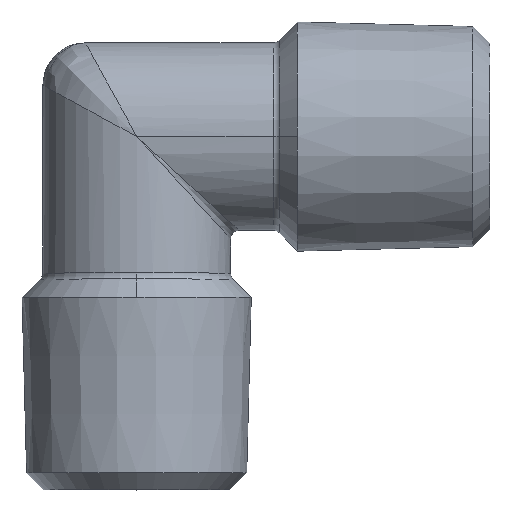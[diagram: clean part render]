
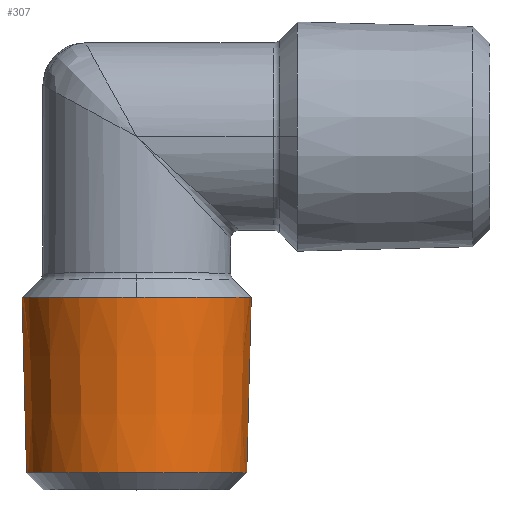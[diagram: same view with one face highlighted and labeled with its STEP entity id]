
A CAD part, top view. The second image highlights one B-rep face of the part: STEP entity #307.
In plain terms, the highlighted conical face has half-angle 1.47 degrees and reference radius 6.732 mm.
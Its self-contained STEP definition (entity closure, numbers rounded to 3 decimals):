
#273 = EDGE_CURVE ( 'NONE', #431, #433, #896, .T. ) ;
#274 = EDGE_CURVE ( 'NONE', #431, #432, #1301, .T. ) ;
#275 = EDGE_CURVE ( 'NONE', #433, #434, #1304, .T. ) ;
#276 = EDGE_CURVE ( 'NONE', #434, #435, #1299, .T. ) ;
#277 = EDGE_CURVE ( 'NONE', #432, #435, #897, .T. ) ;
#307 = ADVANCED_FACE ( 'NONE', ( #914 ), #1341, .T. ) ;
#431 = VERTEX_POINT ( 'NONE', #717 ) ;
#432 = VERTEX_POINT ( 'NONE', #718 ) ;
#433 = VERTEX_POINT ( 'NONE', #719 ) ;
#434 = VERTEX_POINT ( 'NONE', #720 ) ;
#435 = VERTEX_POINT ( 'NONE', #721 ) ;
#503 = ORIENTED_EDGE ( 'NONE', *, *, #274, .F. ) ;
#505 = ORIENTED_EDGE ( 'NONE', *, *, #275, .T. ) ;
#506 = ORIENTED_EDGE ( 'NONE', *, *, #273, .T. ) ;
#507 = ORIENTED_EDGE ( 'NONE', *, *, #276, .T. ) ;
#508 = ORIENTED_EDGE ( 'NONE', *, *, #277, .F. ) ;
#717 = CARTESIAN_POINT ( 'NONE',  ( 6.45, -19.7, 0. ) ) ;
#718 = CARTESIAN_POINT ( 'NONE',  ( -6.45, -19.7, 0. ) ) ;
#719 = CARTESIAN_POINT ( 'NONE',  ( 6.714, -9.421, 0. ) ) ;
#720 = CARTESIAN_POINT ( 'NONE',  ( 0., -9.421, 6.714 ) ) ;
#721 = CARTESIAN_POINT ( 'NONE',  ( -6.714, -9.421, 0. ) ) ;
#842 = EDGE_LOOP ( 'NONE', ( #503, #506, #505, #507, #508 ) ) ;
#896 = LINE ( 'NONE', #1226, #1302 ) ;
#897 = LINE ( 'NONE', #1237, #1307 ) ;
#914 = FACE_OUTER_BOUND ( 'NONE', #842, .T. ) ;
#1226 = CARTESIAN_POINT ( 'NONE',  ( 6.732, -8.7, 0. ) ) ;
#1227 = DIRECTION ( 'NONE',  ( 0.026, 1., 0. ) ) ;
#1228 = CARTESIAN_POINT ( 'NONE',  ( 0., -19.7, 0. ) ) ;
#1229 = DIRECTION ( 'NONE',  ( 0., -1., 0. ) ) ;
#1230 = DIRECTION ( 'NONE',  ( 1., 0., 0. ) ) ;
#1231 = CARTESIAN_POINT ( 'NONE',  ( 0., -9.421, 0. ) ) ;
#1232 = DIRECTION ( 'NONE',  ( 0., -1., 0. ) ) ;
#1233 = DIRECTION ( 'NONE',  ( -1., 0., 0. ) ) ;
#1234 = CARTESIAN_POINT ( 'NONE',  ( 0., -9.421, 0. ) ) ;
#1235 = DIRECTION ( 'NONE',  ( 0., -1., 0. ) ) ;
#1236 = DIRECTION ( 'NONE',  ( -1., 0., 0. ) ) ;
#1237 = CARTESIAN_POINT ( 'NONE',  ( -6.732, -8.7, 0. ) ) ;
#1238 = DIRECTION ( 'NONE',  ( -0.026, 1., 0. ) ) ;
#1299 = CIRCLE ( 'NONE', #1306, 6.714 ) ;
#1301 = CIRCLE ( 'NONE', #1303, 6.45 ) ;
#1302 = VECTOR ( 'NONE', #1227, 1000. ) ;
#1303 = AXIS2_PLACEMENT_3D ( 'NONE', #1228, #1229, #1230 ) ;
#1304 = CIRCLE ( 'NONE', #1305, 6.714 ) ;
#1305 = AXIS2_PLACEMENT_3D ( 'NONE', #1231, #1232, #1233 ) ;
#1306 = AXIS2_PLACEMENT_3D ( 'NONE', #1234, #1235, #1236 ) ;
#1307 = VECTOR ( 'NONE', #1238, 1000. ) ;
#1340 = AXIS2_PLACEMENT_3D ( 'NONE', #1496, #1497, #1498 ) ;
#1341 = CONICAL_SURFACE ( 'NONE', #1340, 6.732, 0.026 ) ;
#1496 = CARTESIAN_POINT ( 'NONE',  ( 0., -8.7, 0. ) ) ;
#1497 = DIRECTION ( 'NONE',  ( 0., 1., 0. ) ) ;
#1498 = DIRECTION ( 'NONE',  ( -1., 0., 0. ) ) ;
